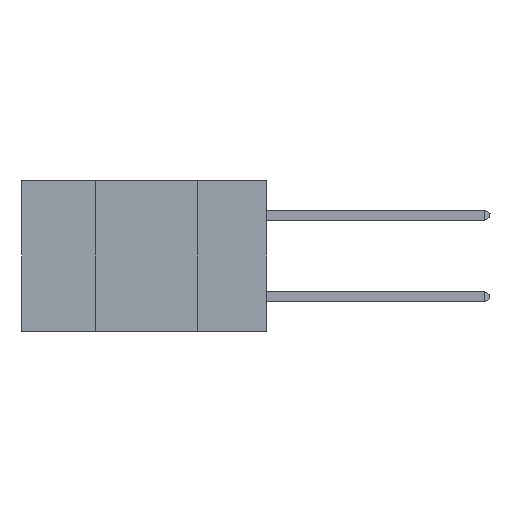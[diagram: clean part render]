
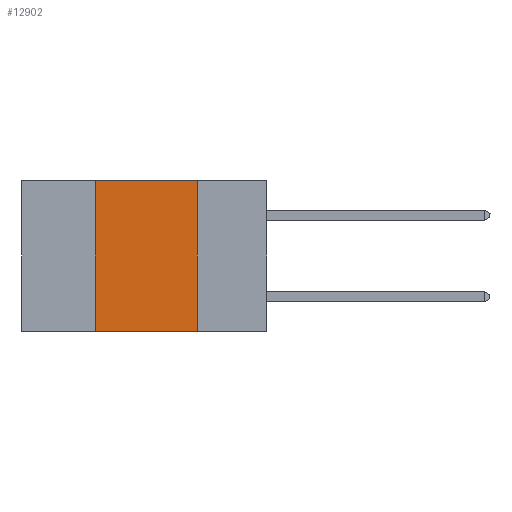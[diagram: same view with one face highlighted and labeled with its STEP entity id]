
A CAD part, left-side view. The second image highlights one B-rep face of the part: STEP entity #12902.
In plain terms, the highlighted planar face has unit normal (-1, 0, 0).
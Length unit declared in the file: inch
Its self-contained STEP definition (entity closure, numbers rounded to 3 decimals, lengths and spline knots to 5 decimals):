
#19 = ORIENTED_EDGE ( 'NONE', *, *, #18723, .F. ) ;
#1510 = ORIENTED_EDGE ( 'NONE', *, *, #12141, .F. ) ;
#1994 = CARTESIAN_POINT ( 'NONE',  ( 0., 0.42, 0. ) ) ;
#2267 = CARTESIAN_POINT ( 'NONE',  ( 0., 0.6, 0. ) ) ;
#2528 = VERTEX_POINT ( 'NONE', #6192 ) ;
#2595 = AXIS2_PLACEMENT_3D ( 'NONE', #7286, #5274, #25252 ) ;
#4216 = CARTESIAN_POINT ( 'NONE',  ( 0., 0.6, -0.37 ) ) ;
#4907 = DIRECTION ( 'NONE',  ( 0., 0., -1. ) ) ;
#5274 = DIRECTION ( 'NONE',  ( 1., 0., 0. ) ) ;
#6192 = CARTESIAN_POINT ( 'NONE',  ( 0., 0.17, 0. ) ) ;
#7286 = CARTESIAN_POINT ( 'NONE',  ( 0., 0.6, 0. ) ) ;
#8085 = DIRECTION ( 'NONE',  ( 0., -1., 0. ) ) ;
#8194 = ORIENTED_EDGE ( 'NONE', *, *, #9839, .T. ) ;
#8606 = VERTEX_POINT ( 'NONE', #1994 ) ;
#9839 = EDGE_CURVE ( 'NONE', #17567, #24529, #14899, .T. ) ;
#11223 = VECTOR ( 'NONE', #17910, 39.37008 ) ;
#11634 = CARTESIAN_POINT ( 'NONE',  ( 0., 0.17, 0. ) ) ;
#12141 = EDGE_CURVE ( 'NONE', #17567, #8606, #26826, .T. ) ;
#12504 = EDGE_LOOP ( 'NONE', ( #25382, #19, #1510, #8194 ) ) ;
#12902 = ADVANCED_FACE ( 'NONE', ( #24621 ), #25350, .F. ) ;
#13326 = LINE ( 'NONE', #2267, #11223 ) ;
#14899 = LINE ( 'NONE', #4216, #26164 ) ;
#16419 = VECTOR ( 'NONE', #4907, 39.37008 ) ;
#17567 = VERTEX_POINT ( 'NONE', #19858 ) ;
#17910 = DIRECTION ( 'NONE',  ( 0., -1., 0. ) ) ;
#18723 = EDGE_CURVE ( 'NONE', #8606, #2528, #13326, .T. ) ;
#19858 = CARTESIAN_POINT ( 'NONE',  ( 0., 0.42, -0.37 ) ) ;
#22381 = LINE ( 'NONE', #11634, #16419 ) ;
#23172 = DIRECTION ( 'NONE',  ( 0., 0., 1. ) ) ;
#23885 = CARTESIAN_POINT ( 'NONE',  ( 0., 0.17, -0.37 ) ) ;
#23978 = VECTOR ( 'NONE', #23172, 39.37008 ) ;
#24529 = VERTEX_POINT ( 'NONE', #23885 ) ;
#24621 = FACE_OUTER_BOUND ( 'NONE', #12504, .T. ) ;
#25252 = DIRECTION ( 'NONE',  ( 0., 0., -1. ) ) ;
#25350 = PLANE ( 'NONE',  #2595 ) ;
#25382 = ORIENTED_EDGE ( 'NONE', *, *, #27340, .F. ) ;
#25525 = CARTESIAN_POINT ( 'NONE',  ( 0., 0.42, 0. ) ) ;
#26164 = VECTOR ( 'NONE', #8085, 39.37008 ) ;
#26826 = LINE ( 'NONE', #25525, #23978 ) ;
#27340 = EDGE_CURVE ( 'NONE', #2528, #24529, #22381, .T. ) ;
